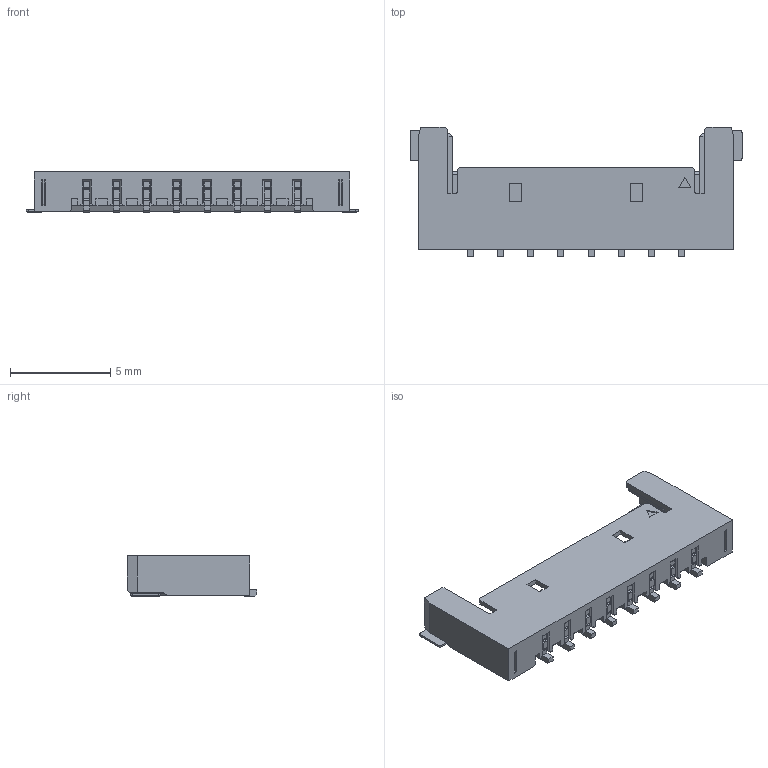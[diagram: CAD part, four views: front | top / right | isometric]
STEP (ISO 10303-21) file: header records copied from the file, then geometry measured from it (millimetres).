
FILE_DESCRIPTION((''),'2;1');
FILE_NAME('5040500891','2016-09-08T',('gsharma'),(''),'PRO/ENGINEER BY PARAMETRIC TECHNOLOGY CORPORATION, 2012310','PRO/ENGINEER BY PARAMETRIC TECHNOLOGY CORPORATION, 2012310','');
FILE_SCHEMA(('CONFIG_CONTROL_DESIGN'));
Length unit declared in the file: millimetre
Products named in the file (1): 5040500891
Bounding box: 16.55 x 6.44 x 2 mm (x, y, z)
Volume: 82.2 mm3; surface area: 419.4 mm2
Topology: 1 solids, 1 shells, 703 faces, 1986 edges, 1276 vertices
Faces by surface type: plane 567, cylinder 116, sphere 16, cone 4
Entity records: 22324 total; most frequent: CARTESIAN_POINT 4003, ORIENTED_EDGE 3908, DIRECTION 3606, EDGE_CURVE 1954, VECTOR 1742, LINE 1742, VERTEX_POINT 1244, AXIS2_PLACEMENT_3D 932
